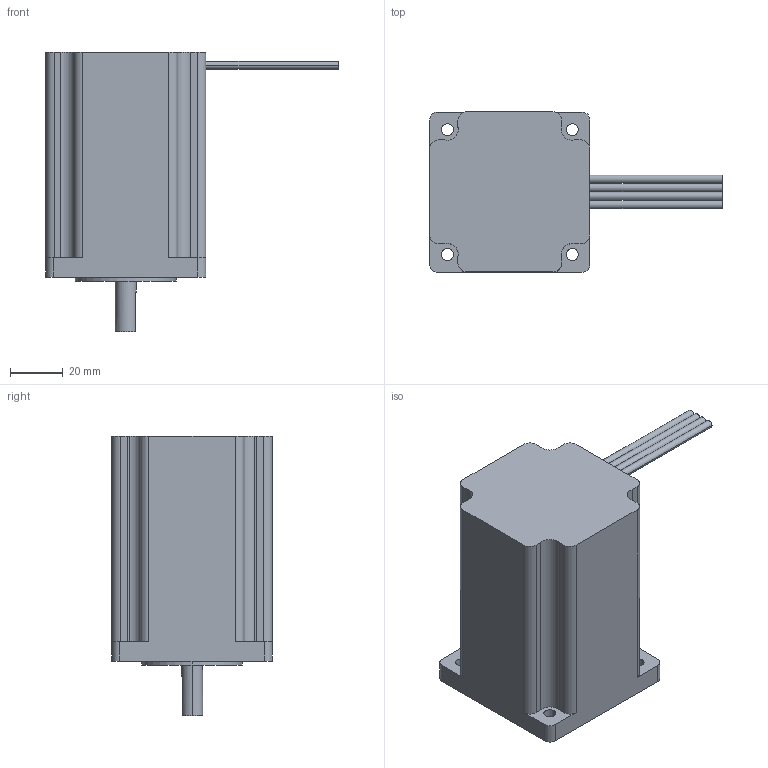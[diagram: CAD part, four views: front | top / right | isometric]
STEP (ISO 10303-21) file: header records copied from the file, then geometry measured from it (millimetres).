
FILE_DESCRIPTION (( 'STEP AP214' ), '1' );
FILE_NAME ('AM24HS5401-10N.STEP', '2014-01-09T02:37:30', ( 'jrww' ), ( 'jrww' ), 'SwSTEP 2.0', 'SolidWorks 2011', '' );
FILE_SCHEMA (( 'AUTOMOTIVE_DESIGN' ));
Length unit declared in the file: millimetre
Products named in the file (1): AM24HS5401-10N
Bounding box: 110.5 x 60.5 x 105.6 mm (x, y, z)
Volume: 278666.1 mm3; surface area: 29319.8 mm2
Topology: 1 solids, 1 shells, 66 faces, 174 edges, 116 vertices
Faces by surface type: cylinder 38, plane 28
Entity records: 2128 total; most frequent: DIRECTION 388, CARTESIAN_POINT 357, ORIENTED_EDGE 348, EDGE_CURVE 174, AXIS2_PLACEMENT_3D 147, VERTEX_POINT 116, VECTOR 94, LINE 94
